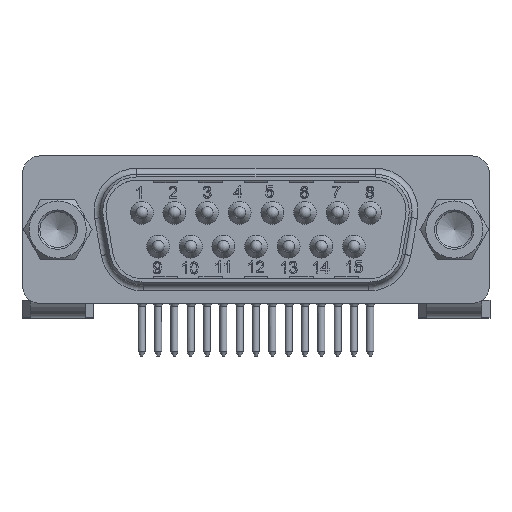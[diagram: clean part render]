
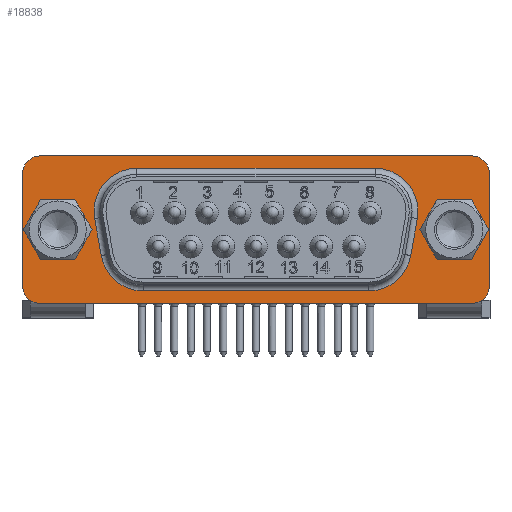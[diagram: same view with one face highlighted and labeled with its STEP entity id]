
A CAD part, top view. The second image highlights one B-rep face of the part: STEP entity #18838.
In plain terms, the highlighted face is planar.
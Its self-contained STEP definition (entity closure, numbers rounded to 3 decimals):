
#1021=CIRCLE('',#20194,3.6);
#1024=CIRCLE('',#20198,3.6);
#1028=CIRCLE('',#20205,3.6);
#1031=CIRCLE('',#20209,3.6);
#1032=CIRCLE('',#20215,1.5);
#1033=CIRCLE('',#20216,1.5);
#1034=CIRCLE('',#20217,1.5);
#1035=CIRCLE('',#20218,1.5);
#1036=CIRCLE('',#20219,2.5);
#1037=CIRCLE('',#20220,2.5);
#1286=FACE_BOUND('',#4229,.T.);
#1287=FACE_BOUND('',#4230,.T.);
#1288=FACE_BOUND('',#4231,.T.);
#1932=PLANE('',#20214);
#2961=FACE_OUTER_BOUND('',#4228,.T.);
#4228=EDGE_LOOP('',(#17366,#17367,#17368,#17369,#17370,#17371,#17372,#17373));
#4229=EDGE_LOOP('',(#17374));
#4230=EDGE_LOOP('',(#17375));
#4231=EDGE_LOOP('',(#17376,#17377,#17378,#17379,#17380,#17381,#17382,#17383));
#5956=LINE('',#34783,#7643);
#5957=LINE('',#34799,#7644);
#5959=LINE('',#34804,#7646);
#5961=LINE('',#34817,#7648);
#5965=LINE('',#34829,#7652);
#5966=LINE('',#34833,#7653);
#5967=LINE('',#34837,#7654);
#5968=LINE('',#34840,#7655);
#7643=VECTOR('',#24515,18.907);
#7644=VECTOR('',#24536,3.148);
#7646=VECTOR('',#24542,3.148);
#7648=VECTOR('',#24560,20.);
#7652=VECTOR('',#24574,36.2);
#7653=VECTOR('',#24577,9.4);
#7654=VECTOR('',#24580,36.2);
#7655=VECTOR('',#24583,9.4);
#9692=VERTEX_POINT('',#34780);
#9693=VERTEX_POINT('',#34782);
#9695=VERTEX_POINT('',#34787);
#9696=VERTEX_POINT('',#34792);
#9698=VERTEX_POINT('',#34797);
#9699=VERTEX_POINT('',#34802);
#9701=VERTEX_POINT('',#34807);
#9702=VERTEX_POINT('',#34812);
#9703=VERTEX_POINT('',#34825);
#9704=VERTEX_POINT('',#34826);
#9705=VERTEX_POINT('',#34828);
#9706=VERTEX_POINT('',#34830);
#9707=VERTEX_POINT('',#34832);
#9708=VERTEX_POINT('',#34834);
#9709=VERTEX_POINT('',#34836);
#9710=VERTEX_POINT('',#34838);
#9711=VERTEX_POINT('',#34841);
#9712=VERTEX_POINT('',#34843);
#12278=EDGE_CURVE('',#9692,#9693,#5956,.T.);
#12281=EDGE_CURVE('',#9695,#9692,#1021,.T.);
#12284=EDGE_CURVE('',#9693,#9696,#1024,.T.);
#12286=EDGE_CURVE('',#9698,#9695,#5957,.T.);
#12289=EDGE_CURVE('',#9696,#9699,#5959,.T.);
#12291=EDGE_CURVE('',#9701,#9698,#1028,.T.);
#12294=EDGE_CURVE('',#9699,#9702,#1031,.T.);
#12296=EDGE_CURVE('',#9702,#9701,#5961,.T.);
#12300=EDGE_CURVE('',#9703,#9704,#1032,.T.);
#12301=EDGE_CURVE('',#9705,#9703,#5965,.T.);
#12302=EDGE_CURVE('',#9706,#9705,#1033,.T.);
#12303=EDGE_CURVE('',#9707,#9706,#5966,.T.);
#12304=EDGE_CURVE('',#9708,#9707,#1034,.T.);
#12305=EDGE_CURVE('',#9709,#9708,#5967,.T.);
#12306=EDGE_CURVE('',#9710,#9709,#1035,.T.);
#12307=EDGE_CURVE('',#9704,#9710,#5968,.T.);
#12308=EDGE_CURVE('',#9711,#9711,#1036,.T.);
#12309=EDGE_CURVE('',#9712,#9712,#1037,.T.);
#17366=ORIENTED_EDGE('',*,*,#12300,.F.);
#17367=ORIENTED_EDGE('',*,*,#12301,.F.);
#17368=ORIENTED_EDGE('',*,*,#12302,.F.);
#17369=ORIENTED_EDGE('',*,*,#12303,.F.);
#17370=ORIENTED_EDGE('',*,*,#12304,.F.);
#17371=ORIENTED_EDGE('',*,*,#12305,.F.);
#17372=ORIENTED_EDGE('',*,*,#12306,.F.);
#17373=ORIENTED_EDGE('',*,*,#12307,.F.);
#17374=ORIENTED_EDGE('',*,*,#12308,.T.);
#17375=ORIENTED_EDGE('',*,*,#12309,.T.);
#17376=ORIENTED_EDGE('',*,*,#12278,.F.);
#17377=ORIENTED_EDGE('',*,*,#12281,.F.);
#17378=ORIENTED_EDGE('',*,*,#12286,.F.);
#17379=ORIENTED_EDGE('',*,*,#12291,.F.);
#17380=ORIENTED_EDGE('',*,*,#12296,.F.);
#17381=ORIENTED_EDGE('',*,*,#12294,.F.);
#17382=ORIENTED_EDGE('',*,*,#12289,.F.);
#17383=ORIENTED_EDGE('',*,*,#12284,.F.);
#18838=ADVANCED_FACE('',(#2961,#1286,#1287,#1288),#1932,.F.);
#20194=AXIS2_PLACEMENT_3D('',#34789,#24522,#24523);
#20198=AXIS2_PLACEMENT_3D('',#34794,#24530,#24531);
#20205=AXIS2_PLACEMENT_3D('',#34809,#24547,#24548);
#20209=AXIS2_PLACEMENT_3D('',#34814,#24555,#24556);
#20214=AXIS2_PLACEMENT_3D('',#34824,#24570,#24571);
#20215=AXIS2_PLACEMENT_3D('',#34827,#24572,#24573);
#20216=AXIS2_PLACEMENT_3D('',#34831,#24575,#24576);
#20217=AXIS2_PLACEMENT_3D('',#34835,#24578,#24579);
#20218=AXIS2_PLACEMENT_3D('',#34839,#24581,#24582);
#20219=AXIS2_PLACEMENT_3D('',#34842,#24584,#24585);
#20220=AXIS2_PLACEMENT_3D('',#34844,#24586,#24587);
#24515=DIRECTION('',(-1.,0.,0.));
#24522=DIRECTION('center_axis',(0.,0.,-1.));
#24523=DIRECTION('ref_axis',(0.643,-0.766,0.));
#24530=DIRECTION('center_axis',(0.,0.,-1.));
#24531=DIRECTION('ref_axis',(-0.643,-0.766,0.));
#24536=DIRECTION('',(-0.174,-0.985,0.));
#24542=DIRECTION('',(-0.174,0.985,0.));
#24547=DIRECTION('center_axis',(0.,0.,-1.));
#24548=DIRECTION('ref_axis',(0.766,0.643,0.));
#24555=DIRECTION('center_axis',(0.,0.,-1.));
#24556=DIRECTION('ref_axis',(-0.766,0.643,0.));
#24560=DIRECTION('',(1.,0.,0.));
#24570=DIRECTION('center_axis',(0.,0.,1.));
#24571=DIRECTION('ref_axis',(1.,0.,0.));
#24572=DIRECTION('center_axis',(0.,0.,1.));
#24573=DIRECTION('ref_axis',(-0.707,0.707,0.));
#24574=DIRECTION('',(-1.,0.,0.));
#24575=DIRECTION('center_axis',(0.,0.,1.));
#24576=DIRECTION('ref_axis',(0.707,0.707,0.));
#24577=DIRECTION('',(0.,1.,0.));
#24578=DIRECTION('center_axis',(0.,0.,1.));
#24579=DIRECTION('ref_axis',(0.707,-0.707,0.));
#24580=DIRECTION('',(1.,0.,0.));
#24581=DIRECTION('center_axis',(0.,0.,1.));
#24582=DIRECTION('ref_axis',(-0.707,-0.707,0.));
#24583=DIRECTION('',(0.,-1.,0.));
#24584=DIRECTION('center_axis',(0.,0.,1.));
#24585=DIRECTION('ref_axis',(-1.,0.,0.));
#24586=DIRECTION('center_axis',(0.,0.,1.));
#24587=DIRECTION('ref_axis',(-1.,0.,0.));
#34780=CARTESIAN_POINT('',(9.453,-5.15,-0.5));
#34782=CARTESIAN_POINT('',(-9.453,-5.15,-0.5));
#34783=CARTESIAN_POINT('',(5.032,-5.15,-0.5));
#34787=CARTESIAN_POINT('',(12.999,-2.175,-0.5));
#34789=CARTESIAN_POINT('Origin',(9.453,-1.55,-0.5));
#34792=CARTESIAN_POINT('',(-12.999,-2.175,-0.5));
#34794=CARTESIAN_POINT('Origin',(-9.453,-1.55,-0.5));
#34797=CARTESIAN_POINT('',(13.545,0.925,-0.5));
#34799=CARTESIAN_POINT('',(13.143,-1.358,-0.5));
#34802=CARTESIAN_POINT('',(-13.545,0.925,-0.5));
#34804=CARTESIAN_POINT('',(-13.113,-1.529,-0.5));
#34807=CARTESIAN_POINT('',(10.,5.15,-0.5));
#34809=CARTESIAN_POINT('Origin',(10.,1.55,-0.5));
#34812=CARTESIAN_POINT('',(-10.,5.15,-0.5));
#34814=CARTESIAN_POINT('Origin',(-10.,1.55,-0.5));
#34817=CARTESIAN_POINT('',(5.032,5.15,-0.5));
#34824=CARTESIAN_POINT('Origin',(10.063,0.028,-0.5));
#34825=CARTESIAN_POINT('',(-18.1,6.2,-0.5));
#34826=CARTESIAN_POINT('',(-19.6,4.7,-0.5));
#34827=CARTESIAN_POINT('Origin',(-18.1,4.7,-0.5));
#34828=CARTESIAN_POINT('',(18.1,6.2,-0.5));
#34829=CARTESIAN_POINT('',(19.6,6.2,-0.5));
#34830=CARTESIAN_POINT('',(19.6,4.7,-0.5));
#34831=CARTESIAN_POINT('Origin',(18.1,4.7,-0.5));
#34832=CARTESIAN_POINT('',(19.6,-4.7,-0.5));
#34833=CARTESIAN_POINT('',(19.6,-6.2,-0.5));
#34834=CARTESIAN_POINT('',(18.1,-6.2,-0.5));
#34835=CARTESIAN_POINT('Origin',(18.1,-4.7,-0.5));
#34836=CARTESIAN_POINT('',(-18.1,-6.2,-0.5));
#34837=CARTESIAN_POINT('',(-19.6,-6.2,-0.5));
#34838=CARTESIAN_POINT('',(-19.6,-4.7,-0.5));
#34839=CARTESIAN_POINT('Origin',(-18.1,-4.7,-0.5));
#34840=CARTESIAN_POINT('',(-19.6,6.2,-0.5));
#34841=CARTESIAN_POINT('',(-14.15,0.,-0.5));
#34842=CARTESIAN_POINT('Origin',(-16.65,0.,-0.5));
#34843=CARTESIAN_POINT('',(19.15,0.,-0.5));
#34844=CARTESIAN_POINT('Origin',(16.65,0.,-0.5));
